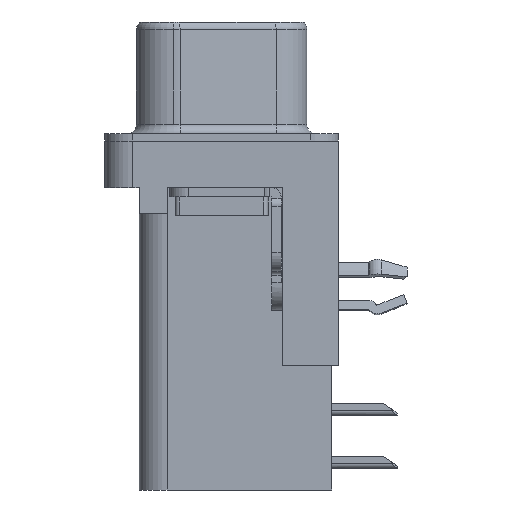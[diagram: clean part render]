
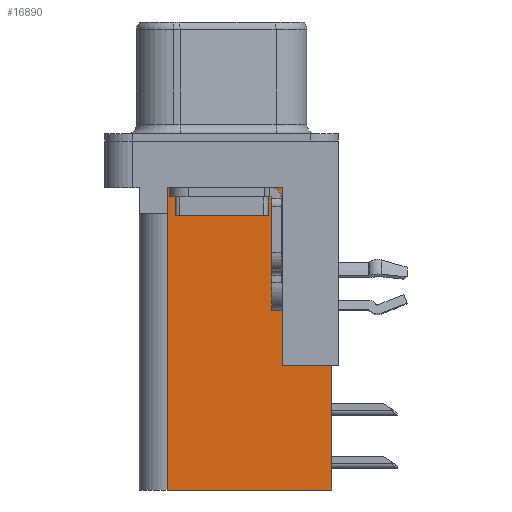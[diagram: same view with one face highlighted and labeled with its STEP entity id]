
A CAD part, left-side view. The second image highlights one B-rep face of the part: STEP entity #16890.
In plain terms, the highlighted planar face has unit normal (-1, 0, 0).
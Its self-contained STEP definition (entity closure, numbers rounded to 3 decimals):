
#151 = VECTOR ( 'NONE', #1992, 1000. ) ;
#545 = DIRECTION ( 'NONE',  ( 0., 1., 0. ) ) ;
#563 = VERTEX_POINT ( 'NONE', #1177 ) ;
#751 = DIRECTION ( 'NONE',  ( 0., 0., -1. ) ) ;
#1177 = CARTESIAN_POINT ( 'NONE',  ( 3.79, -5.925, -12.05 ) ) ;
#1446 = EDGE_LOOP ( 'NONE', ( #15661, #10423, #14747, #13351, #12833, #6746, #9029, #5208 ) ) ;
#1992 = DIRECTION ( 'NONE',  ( 0., 0., -1. ) ) ;
#2206 = CARTESIAN_POINT ( 'NONE',  ( 3.79, 0., -3.9 ) ) ;
#2623 = DIRECTION ( 'NONE',  ( 0., 0., 1. ) ) ;
#2771 = VECTOR ( 'NONE', #14657, 1000. ) ;
#2823 = VECTOR ( 'NONE', #8465, 1000. ) ;
#2959 = VECTOR ( 'NONE', #751, 1000. ) ;
#3095 = CARTESIAN_POINT ( 'NONE',  ( 3.79, -3.295, -18.76 ) ) ;
#3204 = CARTESIAN_POINT ( 'NONE',  ( 3.79, -3.295, -2.5 ) ) ;
#3798 = CARTESIAN_POINT ( 'NONE',  ( 3.79, -6.295, -12.05 ) ) ;
#4488 = EDGE_CURVE ( 'NONE', #13571, #12614, #17086, .T. ) ;
#4491 = DIRECTION ( 'NONE',  ( 0., 1., 0. ) ) ;
#4625 = VECTOR ( 'NONE', #15598, 1000. ) ;
#4877 = AXIS2_PLACEMENT_3D ( 'NONE', #3095, #12710, #4491 ) ;
#5047 = VERTEX_POINT ( 'NONE', #10365 ) ;
#5208 = ORIENTED_EDGE ( 'NONE', *, *, #13456, .T. ) ;
#5378 = CARTESIAN_POINT ( 'NONE',  ( 3.79, 2.925, -18.76 ) ) ;
#6059 = EDGE_CURVE ( 'NONE', #563, #13571, #6634, .T. ) ;
#6101 = VECTOR ( 'NONE', #545, 1000. ) ;
#6429 = LINE ( 'NONE', #2206, #2771 ) ;
#6560 = CARTESIAN_POINT ( 'NONE',  ( 3.79, 2.895, -3.9 ) ) ;
#6634 = LINE ( 'NONE', #10341, #2959 ) ;
#6681 = VECTOR ( 'NONE', #2623, 1000. ) ;
#6746 = ORIENTED_EDGE ( 'NONE', *, *, #6059, .F. ) ;
#6768 = CARTESIAN_POINT ( 'NONE',  ( 3.79, 2.925, -18.76 ) ) ;
#7007 = EDGE_CURVE ( 'NONE', #12353, #7190, #7450, .T. ) ;
#7053 = VECTOR ( 'NONE', #16185, 1000. ) ;
#7190 = VERTEX_POINT ( 'NONE', #6560 ) ;
#7450 = LINE ( 'NONE', #10143, #151 ) ;
#8269 = LINE ( 'NONE', #3204, #4625 ) ;
#8465 = DIRECTION ( 'NONE',  ( 0., 0., 1. ) ) ;
#8657 = CARTESIAN_POINT ( 'NONE',  ( 3.79, -3.295, -2.5 ) ) ;
#8760 = CARTESIAN_POINT ( 'NONE',  ( 3.79, -3.295, -18.76 ) ) ;
#9029 = ORIENTED_EDGE ( 'NONE', *, *, #15177, .T. ) ;
#9324 = EDGE_CURVE ( 'NONE', #17617, #12353, #8269, .T. ) ;
#10109 = LINE ( 'NONE', #11166, #2823 ) ;
#10143 = CARTESIAN_POINT ( 'NONE',  ( 3.79, 2.895, -3.9 ) ) ;
#10341 = CARTESIAN_POINT ( 'NONE',  ( 3.79, -5.925, -2. ) ) ;
#10365 = CARTESIAN_POINT ( 'NONE',  ( 3.79, 2.925, -3.9 ) ) ;
#10423 = ORIENTED_EDGE ( 'NONE', *, *, #7007, .T. ) ;
#11166 = CARTESIAN_POINT ( 'NONE',  ( 3.79, -3.295, -18.76 ) ) ;
#11327 = PLANE ( 'NONE',  #4877 ) ;
#11475 = CARTESIAN_POINT ( 'NONE',  ( 3.79, -3.295, -12.05 ) ) ;
#11894 = FACE_OUTER_BOUND ( 'NONE', #1446, .T. ) ;
#12353 = VERTEX_POINT ( 'NONE', #12500 ) ;
#12500 = CARTESIAN_POINT ( 'NONE',  ( 3.79, 2.895, -2.5 ) ) ;
#12614 = VERTEX_POINT ( 'NONE', #6768 ) ;
#12710 = DIRECTION ( 'NONE',  ( 1., 0., 0. ) ) ;
#12799 = CARTESIAN_POINT ( 'NONE',  ( 3.79, -5.925, -18.76 ) ) ;
#12833 = ORIENTED_EDGE ( 'NONE', *, *, #4488, .F. ) ;
#13351 = ORIENTED_EDGE ( 'NONE', *, *, #15926, .F. ) ;
#13456 = EDGE_CURVE ( 'NONE', #16175, #17617, #10109, .T. ) ;
#13571 = VERTEX_POINT ( 'NONE', #12799 ) ;
#14377 = LINE ( 'NONE', #3798, #7053 ) ;
#14657 = DIRECTION ( 'NONE',  ( 0., 1., 0. ) ) ;
#14747 = ORIENTED_EDGE ( 'NONE', *, *, #14986, .T. ) ;
#14986 = EDGE_CURVE ( 'NONE', #7190, #5047, #6429, .T. ) ;
#15017 = LINE ( 'NONE', #5378, #6681 ) ;
#15177 = EDGE_CURVE ( 'NONE', #563, #16175, #14377, .T. ) ;
#15598 = DIRECTION ( 'NONE',  ( 0., 1., 0. ) ) ;
#15661 = ORIENTED_EDGE ( 'NONE', *, *, #9324, .T. ) ;
#15926 = EDGE_CURVE ( 'NONE', #12614, #5047, #15017, .T. ) ;
#16175 = VERTEX_POINT ( 'NONE', #11475 ) ;
#16185 = DIRECTION ( 'NONE',  ( 0., 1., 0. ) ) ;
#16890 = ADVANCED_FACE ( 'NONE', ( #11894 ), #11327, .F. ) ;
#17086 = LINE ( 'NONE', #8760, #6101 ) ;
#17617 = VERTEX_POINT ( 'NONE', #8657 ) ;
